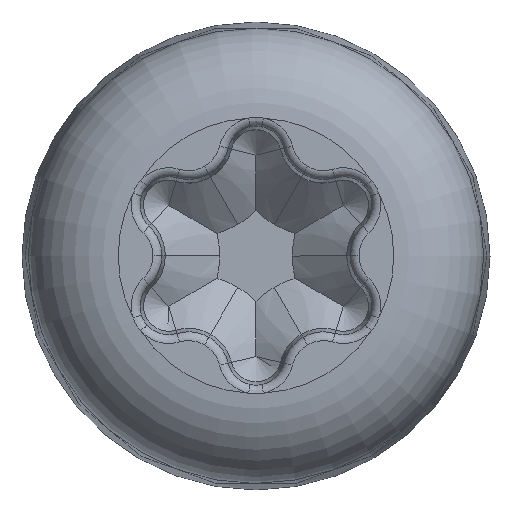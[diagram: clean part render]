
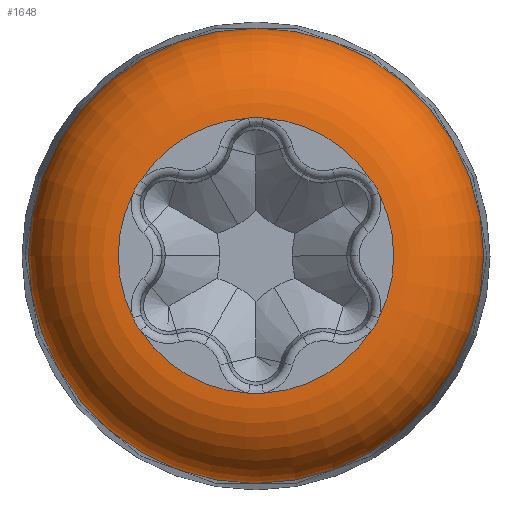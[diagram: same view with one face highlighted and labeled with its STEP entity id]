
A CAD part, top view. The second image highlights one B-rep face of the part: STEP entity #1648.
In plain terms, the highlighted toroidal (fillet/blend) face has major radius 1.53 mm and minor radius 1 mm.
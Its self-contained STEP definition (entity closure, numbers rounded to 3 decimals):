
#47=TOROIDAL_SURFACE('',#1912,1.53,1.);
#170=FACE_OUTER_BOUND('',#279,.T.);
#279=EDGE_LOOP('',(#1365,#1366,#1367,#1368,#1369,#1370,#1371,#1372,#1373,
#1374,#1375,#1376,#1377,#1378,#1379,#1380,#1381));
#338=CIRCLE('',#1740,0.386);
#350=CIRCLE('',#1754,0.386);
#370=CIRCLE('',#1780,0.386);
#380=CIRCLE('',#1792,0.386);
#400=CIRCLE('',#1818,0.386);
#410=CIRCLE('',#1830,0.386);
#448=CIRCLE('',#1895,1.53);
#449=CIRCLE('',#1896,1.53);
#450=CIRCLE('',#1898,1.53);
#454=CIRCLE('',#1903,1.53);
#455=CIRCLE('',#1905,1.53);
#458=CIRCLE('',#1910,2.529);
#459=CIRCLE('',#1911,2.529);
#460=CIRCLE('',#1913,1.53);
#461=CIRCLE('',#1914,1.);
#462=CIRCLE('',#1915,1.53);
#690=VERTEX_POINT('',#3918);
#691=VERTEX_POINT('',#3920);
#693=VERTEX_POINT('',#3926);
#699=VERTEX_POINT('',#3964);
#710=VERTEX_POINT('',#3995);
#714=VERTEX_POINT('',#4030);
#715=VERTEX_POINT('',#4035);
#719=VERTEX_POINT('',#4070);
#730=VERTEX_POINT('',#4101);
#734=VERTEX_POINT('',#4136);
#735=VERTEX_POINT('',#4141);
#739=VERTEX_POINT('',#4176);
#770=VERTEX_POINT('',#4332);
#775=VERTEX_POINT('',#4352);
#776=VERTEX_POINT('',#4354);
#854=EDGE_CURVE('',#691,#690,#338,.T.);
#866=EDGE_CURVE('',#699,#693,#350,.T.);
#886=EDGE_CURVE('',#710,#714,#370,.T.);
#896=EDGE_CURVE('',#719,#715,#380,.T.);
#916=EDGE_CURVE('',#730,#734,#400,.T.);
#926=EDGE_CURVE('',#739,#735,#410,.T.);
#985=EDGE_CURVE('',#730,#770,#448,.T.);
#986=EDGE_CURVE('',#770,#714,#449,.T.);
#987=EDGE_CURVE('',#691,#693,#450,.T.);
#991=EDGE_CURVE('',#739,#734,#454,.T.);
#992=EDGE_CURVE('',#710,#690,#455,.T.);
#996=EDGE_CURVE('',#775,#776,#458,.T.);
#997=EDGE_CURVE('',#776,#775,#459,.T.);
#998=EDGE_CURVE('',#699,#715,#460,.T.);
#999=EDGE_CURVE('',#770,#775,#461,.T.);
#1000=EDGE_CURVE('',#719,#735,#462,.T.);
#1365=ORIENTED_EDGE('',*,*,#998,.F.);
#1366=ORIENTED_EDGE('',*,*,#866,.T.);
#1367=ORIENTED_EDGE('',*,*,#987,.F.);
#1368=ORIENTED_EDGE('',*,*,#854,.T.);
#1369=ORIENTED_EDGE('',*,*,#992,.F.);
#1370=ORIENTED_EDGE('',*,*,#886,.T.);
#1371=ORIENTED_EDGE('',*,*,#986,.F.);
#1372=ORIENTED_EDGE('',*,*,#999,.T.);
#1373=ORIENTED_EDGE('',*,*,#997,.F.);
#1374=ORIENTED_EDGE('',*,*,#996,.F.);
#1375=ORIENTED_EDGE('',*,*,#999,.F.);
#1376=ORIENTED_EDGE('',*,*,#985,.F.);
#1377=ORIENTED_EDGE('',*,*,#916,.T.);
#1378=ORIENTED_EDGE('',*,*,#991,.F.);
#1379=ORIENTED_EDGE('',*,*,#926,.T.);
#1380=ORIENTED_EDGE('',*,*,#1000,.F.);
#1381=ORIENTED_EDGE('',*,*,#896,.T.);
#1648=ADVANCED_FACE('',(#170),#47,.T.);
#1740=AXIS2_PLACEMENT_3D('',#3921,#2053,#2054);
#1754=AXIS2_PLACEMENT_3D('',#3968,#2081,#2082);
#1780=AXIS2_PLACEMENT_3D('',#4032,#2133,#2134);
#1792=AXIS2_PLACEMENT_3D('',#4074,#2157,#2158);
#1818=AXIS2_PLACEMENT_3D('',#4138,#2209,#2210);
#1830=AXIS2_PLACEMENT_3D('',#4180,#2233,#2234);
#1895=AXIS2_PLACEMENT_3D('',#4333,#2383,#2384);
#1896=AXIS2_PLACEMENT_3D('',#4334,#2385,#2386);
#1898=AXIS2_PLACEMENT_3D('',#4336,#2389,#2390);
#1903=AXIS2_PLACEMENT_3D('',#4343,#2399,#2400);
#1905=AXIS2_PLACEMENT_3D('',#4345,#2403,#2404);
#1910=AXIS2_PLACEMENT_3D('',#4355,#2414,#2415);
#1911=AXIS2_PLACEMENT_3D('',#4356,#2416,#2417);
#1912=AXIS2_PLACEMENT_3D('',#4357,#2418,#2419);
#1913=AXIS2_PLACEMENT_3D('',#4358,#2420,#2421);
#1914=AXIS2_PLACEMENT_3D('',#4359,#2422,#2423);
#1915=AXIS2_PLACEMENT_3D('',#4360,#2424,#2425);
#2053=DIRECTION('center_axis',(0.,0.003,
-1.));
#2054=DIRECTION('ref_axis',(-0.219,-0.976,-0.003));
#2081=DIRECTION('center_axis',(-0.002,0.001,
-1.));
#2082=DIRECTION('ref_axis',(0.736,-0.677,-0.003));
#2133=DIRECTION('center_axis',(0.002,0.001,
-1.));
#2134=DIRECTION('ref_axis',(-0.954,-0.299,-0.003));
#2157=DIRECTION('center_axis',(-0.002,-0.001,
-1.));
#2158=DIRECTION('ref_axis',(0.954,0.299,-0.003));
#2209=DIRECTION('center_axis',(0.002,-0.001,
-1.));
#2210=DIRECTION('ref_axis',(-0.736,0.677,-0.003));
#2233=DIRECTION('center_axis',(0.,-0.003,
-1.));
#2234=DIRECTION('ref_axis',(0.219,0.976,-0.003));
#2383=DIRECTION('center_axis',(0.,0.,1.));
#2384=DIRECTION('ref_axis',(1.,0.,0.));
#2385=DIRECTION('center_axis',(0.,0.,1.));
#2386=DIRECTION('ref_axis',(1.,0.,0.));
#2389=DIRECTION('center_axis',(0.,0.,1.));
#2390=DIRECTION('ref_axis',(1.,0.,0.));
#2399=DIRECTION('center_axis',(0.,0.,1.));
#2400=DIRECTION('ref_axis',(1.,0.,0.));
#2403=DIRECTION('center_axis',(0.,0.,1.));
#2404=DIRECTION('ref_axis',(1.,0.,0.));
#2414=DIRECTION('center_axis',(0.,0.,-1.));
#2415=DIRECTION('ref_axis',(1.,0.,0.));
#2416=DIRECTION('center_axis',(0.,0.,-1.));
#2417=DIRECTION('ref_axis',(1.,0.,0.));
#2418=DIRECTION('center_axis',(0.,0.,1.));
#2419=DIRECTION('ref_axis',(1.,0.,0.));
#2420=DIRECTION('center_axis',(0.,0.,1.));
#2421=DIRECTION('ref_axis',(1.,0.,0.));
#2422=DIRECTION('center_axis',(0.,-1.,0.));
#2423=DIRECTION('ref_axis',(-1.,0.,0.));
#2424=DIRECTION('center_axis',(0.,0.,1.));
#2425=DIRECTION('ref_axis',(1.,0.,0.));
#3918=CARTESIAN_POINT('',(-0.084,-1.528,2.3));
#3920=CARTESIAN_POINT('',(0.084,-1.528,2.3));
#3921=CARTESIAN_POINT('Origin',(0.,-1.151,
2.301));
#3926=CARTESIAN_POINT('',(1.281,-0.837,2.3));
#3964=CARTESIAN_POINT('',(1.366,-0.691,2.3));
#3968=CARTESIAN_POINT('Origin',(0.997,-0.576,2.301));
#3995=CARTESIAN_POINT('',(-1.281,-0.837,2.3));
#4030=CARTESIAN_POINT('',(-1.366,-0.691,2.3));
#4032=CARTESIAN_POINT('Origin',(-0.997,-0.576,2.301));
#4035=CARTESIAN_POINT('',(1.366,0.691,2.3));
#4070=CARTESIAN_POINT('',(1.281,0.837,2.3));
#4074=CARTESIAN_POINT('Origin',(0.997,0.576,2.301));
#4101=CARTESIAN_POINT('',(-1.366,0.691,2.3));
#4136=CARTESIAN_POINT('',(-1.281,0.837,2.3));
#4138=CARTESIAN_POINT('Origin',(-0.997,0.576,2.301));
#4141=CARTESIAN_POINT('',(0.084,1.528,2.3));
#4176=CARTESIAN_POINT('',(-0.084,1.528,2.3));
#4180=CARTESIAN_POINT('Origin',(0.,1.151,
2.301));
#4332=CARTESIAN_POINT('',(-1.53,0.,2.3));
#4333=CARTESIAN_POINT('Origin',(0.,0.,2.3));
#4334=CARTESIAN_POINT('Origin',(0.,0.,2.3));
#4336=CARTESIAN_POINT('Origin',(0.,0.,2.3));
#4343=CARTESIAN_POINT('Origin',(0.,0.,2.3));
#4345=CARTESIAN_POINT('Origin',(0.,0.,2.3));
#4352=CARTESIAN_POINT('',(-2.529,0.,1.352));
#4354=CARTESIAN_POINT('',(2.529,0.,1.352));
#4355=CARTESIAN_POINT('Origin',(0.,0.,1.352));
#4356=CARTESIAN_POINT('Origin',(0.,0.,1.352));
#4357=CARTESIAN_POINT('Origin',(0.,0.,1.3));
#4358=CARTESIAN_POINT('Origin',(0.,0.,2.3));
#4359=CARTESIAN_POINT('Origin',(-1.53,0.,
1.3));
#4360=CARTESIAN_POINT('Origin',(0.,0.,2.3));
